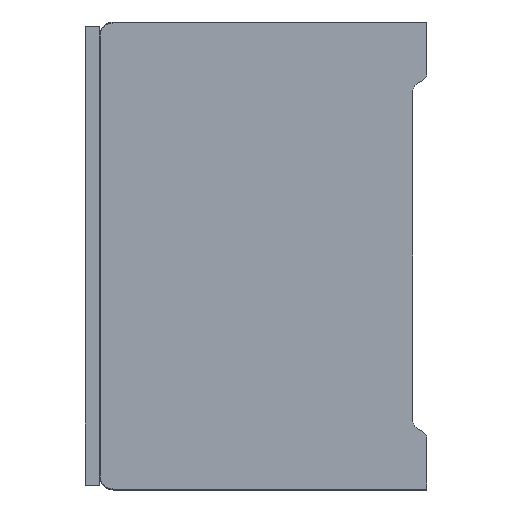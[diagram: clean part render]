
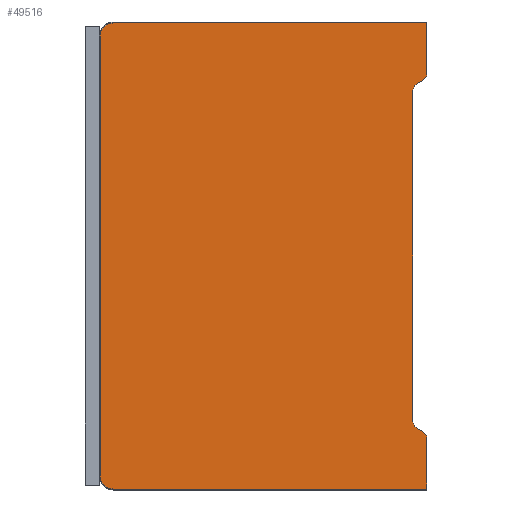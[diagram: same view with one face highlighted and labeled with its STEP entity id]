
A CAD part, left-side view. The second image highlights one B-rep face of the part: STEP entity #49516.
In plain terms, the highlighted planar face has unit normal (-1, 0, 0).
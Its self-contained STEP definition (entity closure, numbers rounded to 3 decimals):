
#6205=CARTESIAN_POINT('',(0.,67.,-97.));
#6206=DIRECTION('',(1.,0.,0.));
#6207=DIRECTION('',(0.,0.,-1.));
#6208=AXIS2_PLACEMENT_3D('',#6205,#6206,#6207);
#6210=CARTESIAN_POINT('',(0.,67.,-3.));
#6211=DIRECTION('',(1.,0.,0.));
#6212=DIRECTION('',(0.,1.,0.));
#6213=AXIS2_PLACEMENT_3D('',#6210,#6211,#6212);
#6215=CARTESIAN_POINT('',(0.,1.732,-11.));
#6216=DIRECTION('',(1.,0.,0.));
#6217=DIRECTION('',(0.,-1.,0.));
#6218=AXIS2_PLACEMENT_3D('',#6215,#6216,#6217);
#6220=DIRECTION('',(0.,0.866,-0.5));
#6221=VECTOR('',#6220,1.309);
#6222=CARTESIAN_POINT('',(0.,0.866,-12.5));
#6223=LINE('',#6222,#6221);
#6224=CARTESIAN_POINT('',(0.,1.,-14.887));
#6225=DIRECTION('',(-1.,0.,0.));
#6226=DIRECTION('',(0.,0.5,0.866));
#6227=AXIS2_PLACEMENT_3D('',#6224,#6225,#6226);
#6229=CARTESIAN_POINT('',(0.,1.,-85.113));
#6230=DIRECTION('',(-1.,0.,0.));
#6231=DIRECTION('',(0.,1.,0.));
#6232=AXIS2_PLACEMENT_3D('',#6229,#6230,#6231);
#6234=DIRECTION('',(0.,-0.866,-0.5));
#6235=VECTOR('',#6234,1.309);
#6236=CARTESIAN_POINT('',(0.,2.,-86.845));
#6237=LINE('',#6236,#6235);
#6238=CARTESIAN_POINT('',(0.,1.732,-89.));
#6239=DIRECTION('',(1.,0.,0.));
#6240=DIRECTION('',(0.,-0.5,0.866));
#6241=AXIS2_PLACEMENT_3D('',#6238,#6239,#6240);
#6247=DIRECTION('',(0.,-1.,0.));
#6248=VECTOR('',#6247,67.);
#6249=CARTESIAN_POINT('',(0.,67.,
-99.8));
#6250=LINE('',#6249,#6248);
#6265=DIRECTION('',(0.,0.,1.));
#6266=VECTOR('',#6265,10.8);
#6267=CARTESIAN_POINT('',(0.,0.,-99.8));
#6268=LINE('',#6267,#6266);
#6321=DIRECTION('',(0.,0.,1.));
#6322=VECTOR('',#6321,70.226);
#6323=CARTESIAN_POINT('',(0.,3.,-85.113));
#6324=LINE('',#6323,#6322);
#6426=DIRECTION('',(0.,0.,1.));
#6427=VECTOR('',#6426,10.8);
#6428=CARTESIAN_POINT('',(0.,0.,-11.));
#6429=LINE('',#6428,#6427);
#6510=DIRECTION('',(0.,0.,-1.));
#6511=VECTOR('',#6510,94.);
#6512=CARTESIAN_POINT('',(0.,69.8,
-3.));
#6513=LINE('',#6512,#6511);
#32820=DIRECTION('',(0.,1.,0.));
#32821=VECTOR('',#32820,67.);
#32822=CARTESIAN_POINT('',(0.,0.,-0.2));
#32823=LINE('',#32822,#32821);
#35717=CARTESIAN_POINT('',(0.,67.,
-99.8));
#35718=CARTESIAN_POINT('',(0.,69.8,
-97.));
#35719=VERTEX_POINT('',#35717);
#35720=VERTEX_POINT('',#35718);
#35721=CARTESIAN_POINT('',(0.,0.,-99.8));
#35722=VERTEX_POINT('',#35721);
#35723=CARTESIAN_POINT('',(0.,69.8,
-3.));
#35724=VERTEX_POINT('',#35723);
#35725=CARTESIAN_POINT('',(0.,67.,
-0.2));
#35726=VERTEX_POINT('',#35725);
#35727=CARTESIAN_POINT('',(0.,0.,-0.2));
#35728=VERTEX_POINT('',#35727);
#35729=CARTESIAN_POINT('',(0.,0.,-11.));
#35730=VERTEX_POINT('',#35729);
#35731=CARTESIAN_POINT('',(0.,0.866,-12.5));
#35732=VERTEX_POINT('',#35731);
#35733=CARTESIAN_POINT('',(0.,2.,-13.155));
#35734=VERTEX_POINT('',#35733);
#35735=CARTESIAN_POINT('',(0.,3.,-14.887));
#35736=VERTEX_POINT('',#35735);
#35737=CARTESIAN_POINT('',(0.,3.,-85.113));
#35738=VERTEX_POINT('',#35737);
#35739=CARTESIAN_POINT('',(0.,2.,
-86.845));
#35740=VERTEX_POINT('',#35739);
#35741=CARTESIAN_POINT('',(0.,0.866,-87.5));
#35742=VERTEX_POINT('',#35741);
#35743=CARTESIAN_POINT('',(0.,0.,-89.));
#35744=VERTEX_POINT('',#35743);
#49482=CARTESIAN_POINT('',(0.,34.9,-50.));
#49483=DIRECTION('',(1.,0.,0.));
#49484=DIRECTION('',(0.,0.,1.));
#49485=AXIS2_PLACEMENT_3D('',#49482,#49483,#49484);
#49486=PLANE('',#49485);
#49488=ORIENTED_EDGE('',*,*,#49487,.F.);
#49490=ORIENTED_EDGE('',*,*,#49489,.T.);
#49492=ORIENTED_EDGE('',*,*,#49491,.F.);
#49493=ORIENTED_EDGE('',*,*,#49472,.T.);
#49495=ORIENTED_EDGE('',*,*,#49494,.F.);
#49497=ORIENTED_EDGE('',*,*,#49496,.F.);
#49499=ORIENTED_EDGE('',*,*,#49498,.T.);
#49501=ORIENTED_EDGE('',*,*,#49500,.T.);
#49503=ORIENTED_EDGE('',*,*,#49502,.T.);
#49505=ORIENTED_EDGE('',*,*,#49504,.F.);
#49507=ORIENTED_EDGE('',*,*,#49506,.T.);
#49509=ORIENTED_EDGE('',*,*,#49508,.T.);
#49511=ORIENTED_EDGE('',*,*,#49510,.T.);
#49513=ORIENTED_EDGE('',*,*,#49512,.F.);
#49514=EDGE_LOOP('',(#49488,#49490,#49492,#49493,#49495,#49497,#49499,#49501,
#49503,#49505,#49507,#49509,#49511,#49513));
#49515=FACE_OUTER_BOUND('',#49514,.F.);
#6209=CIRCLE('',#6208,2.8);
#6214=CIRCLE('',#6213,2.8);
#6219=CIRCLE('',#6218,1.732);
#6228=CIRCLE('',#6227,2.);
#6233=CIRCLE('',#6232,2.);
#6242=CIRCLE('',#6241,1.732);
#49472=EDGE_CURVE('',#35724,#35726,#6214,.T.);
#49487=EDGE_CURVE('',#35719,#35722,#6250,.T.);
#49489=EDGE_CURVE('',#35719,#35720,#6209,.T.);
#49491=EDGE_CURVE('',#35724,#35720,#6513,.T.);
#49494=EDGE_CURVE('',#35728,#35726,#32823,.T.);
#49496=EDGE_CURVE('',#35730,#35728,#6429,.T.);
#49498=EDGE_CURVE('',#35730,#35732,#6219,.T.);
#49500=EDGE_CURVE('',#35732,#35734,#6223,.T.);
#49502=EDGE_CURVE('',#35734,#35736,#6228,.T.);
#49504=EDGE_CURVE('',#35738,#35736,#6324,.T.);
#49506=EDGE_CURVE('',#35738,#35740,#6233,.T.);
#49508=EDGE_CURVE('',#35740,#35742,#6237,.T.);
#49510=EDGE_CURVE('',#35742,#35744,#6242,.T.);
#49512=EDGE_CURVE('',#35722,#35744,#6268,.T.);
#49516=ADVANCED_FACE('',(#49515),#49486,.F.);
